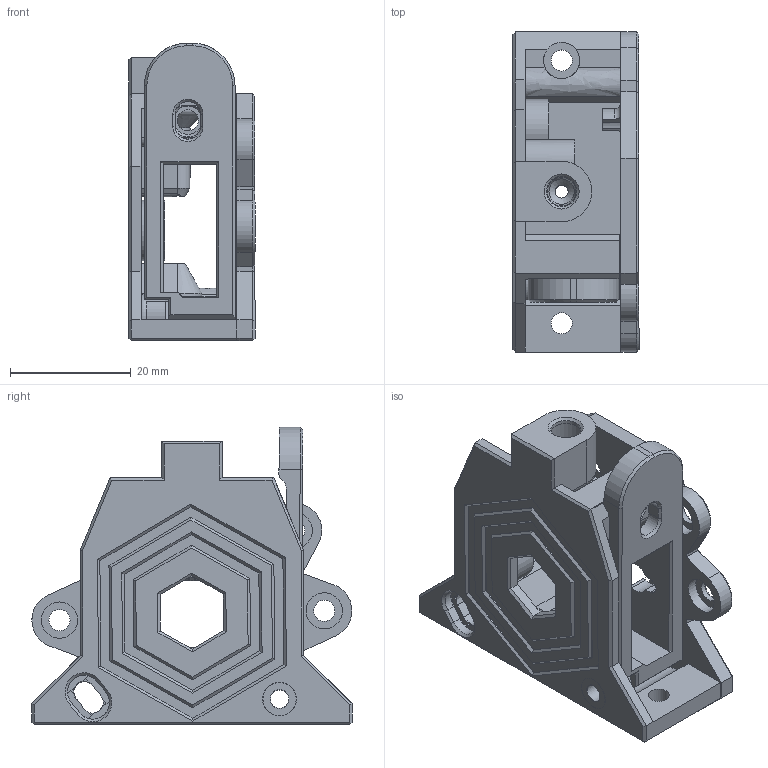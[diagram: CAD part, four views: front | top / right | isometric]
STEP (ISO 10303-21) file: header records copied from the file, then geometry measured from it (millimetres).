
FILE_DESCRIPTION(/* description */ (''),/* implementation_level */ '2;1');
FILE_NAME(/* name */ 'Roundtrip_TBG_v1.step',/* time_stamp */ '2023-03-13T18:06:52Z',/* author */ (''),/* organization */ (''),/* preprocessor_version */ 'ST-DEVELOPER v19.2',/* originating_system */ 'Autodesk Translation Framework v11.17.0.187',/* authorisation */ '');
FILE_SCHEMA (('AUTOMOTIVE_DESIGN { 1 0 10303 214 3 1 1 }'));
Length unit declared in the file: millimetre
Products named in the file (5): Roundtrip_TBG_Small_v1; Guidler; Front; M3 Threaded Insert; Back
Assembly tree (5 placements, depth 2):
  Roundtrip_TBG_Small_v1
    Guidler
    M3 Threaded Insert  x2
    Front
    Back
Bounding box: 20.86 x 53.03 x 49.25 mm (x, y, z)
Volume: 15473.4 mm3; surface area: 14193.9 mm2
Topology: 5 solids, 5 shells, 891 faces, 2472 edges, 1608 vertices
Faces by surface type: bspline 316, plane 304, cylinder 226, cone 42, torus 3
Full cylindrical faces by diameter (mm): 2.15 x2, 3 x2, 3.5 x10, 4.2 x1, 4.3 x1, 4.7 x3, 5 x1, 5.05 x2, 5.16 x2, 5.56 x2, 6 x5, 6.2 x2, 6.5 x1, 8 x2, 8.2 x1, 10 x1, 20 x1
Entity records: 24027 total; most frequent: CARTESIAN_POINT 7760, ORIENTED_EDGE 3602, DIRECTION 3159, EDGE_CURVE 1801, VERTEX_POINT 1161, AXIS2_PLACEMENT_3D 1069, LINE 1021, VECTOR 1021
